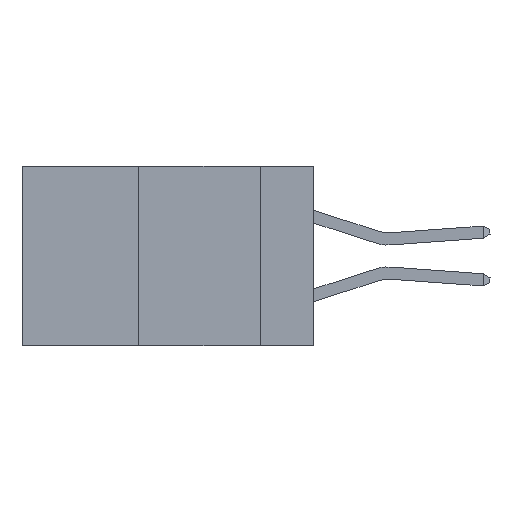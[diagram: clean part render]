
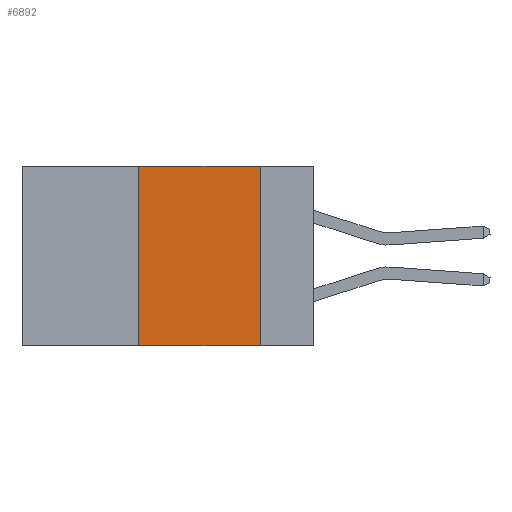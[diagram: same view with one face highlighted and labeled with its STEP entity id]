
A CAD part, left-side view. The second image highlights one B-rep face of the part: STEP entity #6892.
In plain terms, the highlighted planar face has unit normal (-1, 0, 0).
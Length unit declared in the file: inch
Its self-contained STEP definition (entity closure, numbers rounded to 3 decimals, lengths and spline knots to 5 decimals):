
#105 = EDGE_CURVE ( 'NONE', #12167, #15788, #7140, .T. ) ;
#200 = VERTEX_POINT ( 'NONE', #1651 ) ;
#1379 = CARTESIAN_POINT ( 'NONE',  ( 0., 0.6, -0.37 ) ) ;
#1651 = CARTESIAN_POINT ( 'NONE',  ( 0., 0.36, -0.37 ) ) ;
#1708 = VECTOR ( 'NONE', #13066, 39.37008 ) ;
#1787 = DIRECTION ( 'NONE',  ( 0., 0., 1. ) ) ;
#1913 = EDGE_CURVE ( 'NONE', #200, #16069, #6240, .T. ) ;
#3091 = EDGE_CURVE ( 'NONE', #15788, #16069, #17782, .T. ) ;
#4184 = DIRECTION ( 'NONE',  ( 0., -1., 0. ) ) ;
#5191 = CARTESIAN_POINT ( 'NONE',  ( 0., 0.11, 0. ) ) ;
#5535 = FACE_OUTER_BOUND ( 'NONE', #18049, .T. ) ;
#5740 = VECTOR ( 'NONE', #4184, 39.37008 ) ;
#6070 = CARTESIAN_POINT ( 'NONE',  ( 0., 0.6, 0. ) ) ;
#6240 = LINE ( 'NONE', #1379, #5740 ) ;
#6652 = VECTOR ( 'NONE', #17364, 39.37008 ) ;
#6804 = ORIENTED_EDGE ( 'NONE', *, *, #3091, .F. ) ;
#6823 = ORIENTED_EDGE ( 'NONE', *, *, #105, .F. ) ;
#6874 = CARTESIAN_POINT ( 'NONE',  ( 0., 0.36, 0. ) ) ;
#6892 = ADVANCED_FACE ( 'NONE', ( #5535 ), #14029, .F. ) ;
#7140 = LINE ( 'NONE', #6070, #6652 ) ;
#7244 = ORIENTED_EDGE ( 'NONE', *, *, #18923, .F. ) ;
#7265 = ORIENTED_EDGE ( 'NONE', *, *, #1913, .T. ) ;
#9449 = DIRECTION ( 'NONE',  ( 1., 0., 0. ) ) ;
#11245 = CARTESIAN_POINT ( 'NONE',  ( 0., 0.36, 0. ) ) ;
#11541 = CARTESIAN_POINT ( 'NONE',  ( 0., 0.11, 0. ) ) ;
#12167 = VERTEX_POINT ( 'NONE', #6874 ) ;
#12899 = AXIS2_PLACEMENT_3D ( 'NONE', #16991, #9449, #20087 ) ;
#13066 = DIRECTION ( 'NONE',  ( 0., 0., -1. ) ) ;
#14029 = PLANE ( 'NONE',  #12899 ) ;
#15242 = LINE ( 'NONE', #11245, #19712 ) ;
#15788 = VERTEX_POINT ( 'NONE', #5191 ) ;
#16069 = VERTEX_POINT ( 'NONE', #18138 ) ;
#16991 = CARTESIAN_POINT ( 'NONE',  ( 0., 0.6, 0. ) ) ;
#17364 = DIRECTION ( 'NONE',  ( 0., -1., 0. ) ) ;
#17782 = LINE ( 'NONE', #11541, #1708 ) ;
#18049 = EDGE_LOOP ( 'NONE', ( #6804, #6823, #7244, #7265 ) ) ;
#18138 = CARTESIAN_POINT ( 'NONE',  ( 0., 0.11, -0.37 ) ) ;
#18923 = EDGE_CURVE ( 'NONE', #200, #12167, #15242, .T. ) ;
#19712 = VECTOR ( 'NONE', #1787, 39.37008 ) ;
#20087 = DIRECTION ( 'NONE',  ( 0., 0., -1. ) ) ;
